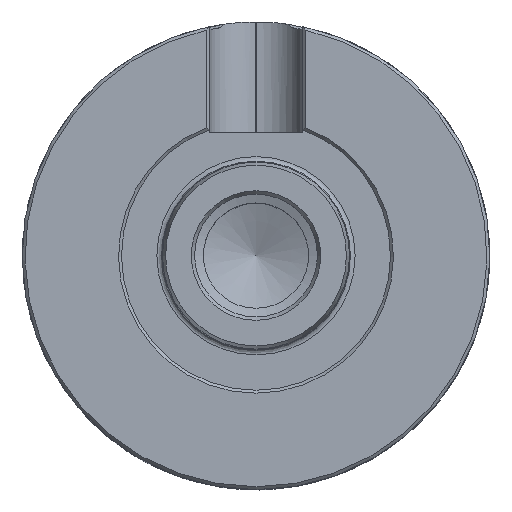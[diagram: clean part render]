
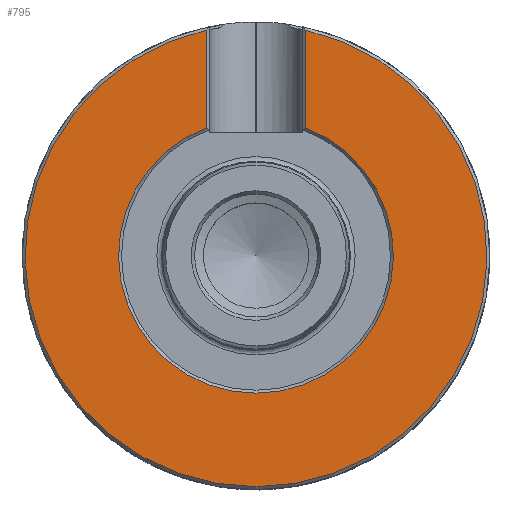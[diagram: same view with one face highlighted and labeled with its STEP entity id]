
A CAD part, top view. The second image highlights one B-rep face of the part: STEP entity #795.
In plain terms, the highlighted face is planar.
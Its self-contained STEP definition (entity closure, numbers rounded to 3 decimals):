
#795=ADVANCED_FACE('CU_VLE_LO_SU_1',(#1463),#1226,.T.);
#1226=PLANE('',#7867);
#1463=FACE_OUTER_BOUND('',#1849,.T.);
#1849=EDGE_LOOP('',(#3872,#3873,#3874,#3875));
#2654=LINE('',#16123,#3147);
#2655=LINE('',#16127,#3148);
#3147=VECTOR('',#8787,1.);
#3148=VECTOR('',#8790,1.);
#3872=ORIENTED_EDGE('',*,*,#6654,.F.);
#3873=ORIENTED_EDGE('',*,*,#6656,.T.);
#3874=ORIENTED_EDGE('',*,*,#6657,.T.);
#3875=ORIENTED_EDGE('',*,*,#6658,.T.);
#5916=VERTEX_POINT('',#16115);
#5917=VERTEX_POINT('',#16117);
#5918=VERTEX_POINT('',#16124);
#5919=VERTEX_POINT('',#16126);
#6654=EDGE_CURVE('',#5916,#5917,#7568,.T.);
#6656=EDGE_CURVE('',#5916,#5918,#2654,.T.);
#6657=EDGE_CURVE('',#5918,#5919,#7569,.T.);
#6658=EDGE_CURVE('',#5919,#5917,#2655,.T.);
#7568=CIRCLE('',#7864,23.5);
#7569=CIRCLE('',#7866,39.5);
#7864=AXIS2_PLACEMENT_3D('',#16116,#8783,#8784);
#7866=AXIS2_PLACEMENT_3D('',#16125,#8788,#8789);
#7867=AXIS2_PLACEMENT_3D('',#16128,#8791,#8792);
#8783=DIRECTION('',(0.,1.,0.));
#8784=DIRECTION('',(-1.,0.,0.));
#8787=DIRECTION('',(0.,0.,1.));
#8788=DIRECTION('',(0.,1.,0.));
#8789=DIRECTION('',(-1.,0.,0.));
#8790=DIRECTION('',(0.,0.,-1.));
#8791=DIRECTION('',(0.,1.,0.));
#8792=DIRECTION('',(-1.,0.,0.));
#16115=CARTESIAN_POINT('',(8.511,0.,21.905));
#16116=CARTESIAN_POINT('',(0.,0.,0.));
#16117=CARTESIAN_POINT('',(-8.511,0.,21.905));
#16123=CARTESIAN_POINT('',(8.511,0.,23.5));
#16124=CARTESIAN_POINT('',(8.511,0.,38.572));
#16125=CARTESIAN_POINT('',(0.,0.,0.));
#16126=CARTESIAN_POINT('',(-8.511,0.,38.572));
#16127=CARTESIAN_POINT('',(-8.511,0.,23.5));
#16128=CARTESIAN_POINT('',(0.,0.,23.5));
